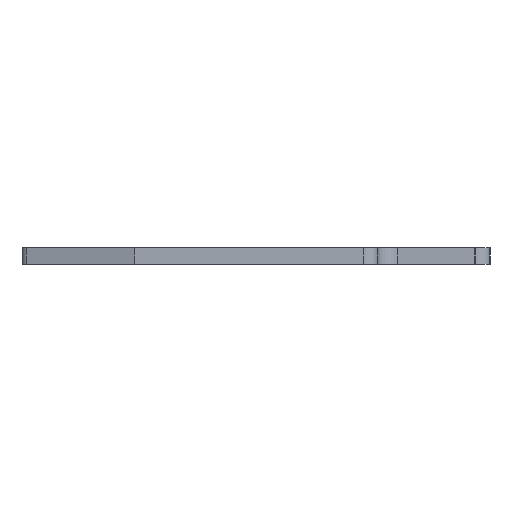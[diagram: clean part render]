
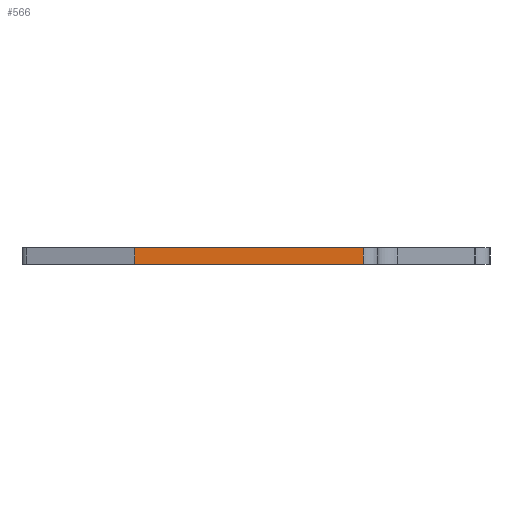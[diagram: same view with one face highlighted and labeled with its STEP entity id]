
A CAD part, left-side view. The second image highlights one B-rep face of the part: STEP entity #566.
In plain terms, the highlighted planar face has unit normal (-1, 0, 0).
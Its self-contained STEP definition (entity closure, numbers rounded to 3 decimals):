
#75 = CARTESIAN_POINT ( 'NONE',  ( -37.013, 7.55, 1. ) ) ;
#85 = AXIS2_PLACEMENT_3D ( 'NONE', #877, #871, #868 ) ;
#120 = CARTESIAN_POINT ( 'NONE',  ( -37.013, 7.55, 0. ) ) ;
#228 = VECTOR ( 'NONE', #741, 1000. ) ;
#239 = LINE ( 'NONE', #746, #228 ) ;
#260 = LINE ( 'NONE', #75, #291 ) ;
#261 = FACE_OUTER_BOUND ( 'NONE', #720, .T. ) ;
#277 = VECTOR ( 'NONE', #892, 1000. ) ;
#282 = LINE ( 'NONE', #905, #284 ) ;
#284 = VECTOR ( 'NONE', #913, 1000. ) ;
#286 = LINE ( 'NONE', #904, #277 ) ;
#291 = VECTOR ( 'NONE', #836, 1000. ) ;
#461 = VERTEX_POINT ( 'NONE', #987 ) ;
#464 = VERTEX_POINT ( 'NONE', #120 ) ;
#552 = EDGE_CURVE ( 'NONE', #667, #464, #282, .T. ) ;
#554 = ORIENTED_EDGE ( 'NONE', *, *, #637, .T. ) ;
#558 = ORIENTED_EDGE ( 'NONE', *, *, #564, .F. ) ;
#562 = ORIENTED_EDGE ( 'NONE', *, *, #568, .F. ) ;
#563 = ORIENTED_EDGE ( 'NONE', *, *, #552, .T. ) ;
#564 = EDGE_CURVE ( 'NONE', #677, #461, #286, .T. ) ;
#566 = ADVANCED_FACE ( 'NONE', ( #261 ), #878, .F. ) ;
#568 = EDGE_CURVE ( 'NONE', #667, #677, #260, .T. ) ;
#637 = EDGE_CURVE ( 'NONE', #464, #461, #239, .T. ) ;
#654 = CARTESIAN_POINT ( 'NONE',  ( -37.013, -6.428, 1. ) ) ;
#659 = CARTESIAN_POINT ( 'NONE',  ( -37.013, 7.55, 1. ) ) ;
#667 = VERTEX_POINT ( 'NONE', #659 ) ;
#677 = VERTEX_POINT ( 'NONE', #654 ) ;
#720 = EDGE_LOOP ( 'NONE', ( #554, #558, #562, #563 ) ) ;
#741 = DIRECTION ( 'NONE',  ( 0., -1., 0. ) ) ;
#746 = CARTESIAN_POINT ( 'NONE',  ( -37.013, 7.55, 0. ) ) ;
#836 = DIRECTION ( 'NONE',  ( 0., -1., 0. ) ) ;
#868 = DIRECTION ( 'NONE',  ( 0., 1., 0. ) ) ;
#871 = DIRECTION ( 'NONE',  ( 1., 0., 0. ) ) ;
#877 = CARTESIAN_POINT ( 'NONE',  ( -37.013, 7.55, 1. ) ) ;
#878 = PLANE ( 'NONE',  #85 ) ;
#892 = DIRECTION ( 'NONE',  ( 0., 0., -1. ) ) ;
#904 = CARTESIAN_POINT ( 'NONE',  ( -37.013, -6.428, 1. ) ) ;
#905 = CARTESIAN_POINT ( 'NONE',  ( -37.013, 7.55, 1. ) ) ;
#913 = DIRECTION ( 'NONE',  ( 0., 0., -1. ) ) ;
#987 = CARTESIAN_POINT ( 'NONE',  ( -37.013, -6.428, 0. ) ) ;
